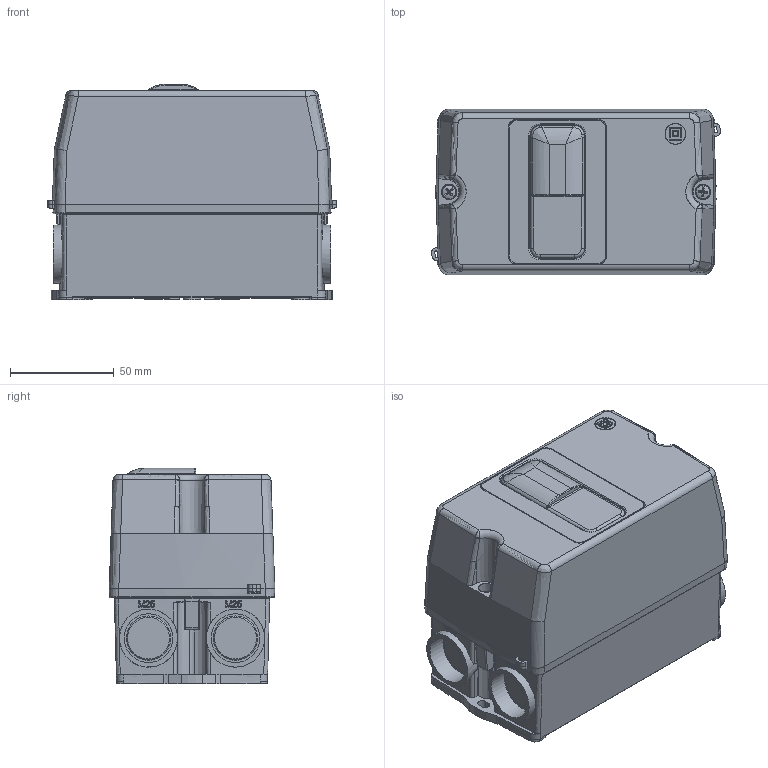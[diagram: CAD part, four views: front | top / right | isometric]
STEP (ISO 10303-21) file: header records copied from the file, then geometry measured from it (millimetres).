
FILE_DESCRIPTION(/* description */ (''),/* implementation_level */ '2;1');
FILE_NAME(/* name */ '3d_SM1Z1701P.stp',/* time_stamp */ '2021-11-17T09:32:00+01:00',/* author */ (''),/* organization */ (''),/* preprocessor_version */ 'ST-DEVELOPER v16.7',/* originating_system */ 'SIEMENS PLM Software NX 12.0',/* authorisation */ '');
FILE_SCHEMA (('AUTOMOTIVE_DESIGN { 1 0 10303 214 3 1 1 1 }'));
Products named in the file (1): RuggA280EE24pevh
Bounding box: 139.32 x 80 x 104 mm (x, y, z)
Surface area: 108626.8 mm2 (no closed solid volume)
Topology: 0 solids, 195 shells, 1353 faces, 4937 edges, 3751 vertices
Faces by surface type: plane 600, cylinder 384, bspline 218, torus 80, cone 65, sphere 6
Full cylindrical faces by diameter (mm): 3 x4, 4.5 x4, 7.1 x1, 7.3 x3, 7.4 x2, 8.5 x4, 10 x1, 16 x2, 23.539 x4, 28 x4
Entity records: 63220 total; most frequent: CARTESIAN_POINT 24122, ORIENTED_EDGE 7651, DIRECTION 6365, EDGE_CURVE 4865, VERTEX_POINT 3731, AXIS2_PLACEMENT_3D 2254, B_SPLINE_CURVE_WITH_KNOTS 1873, LINE 1857
